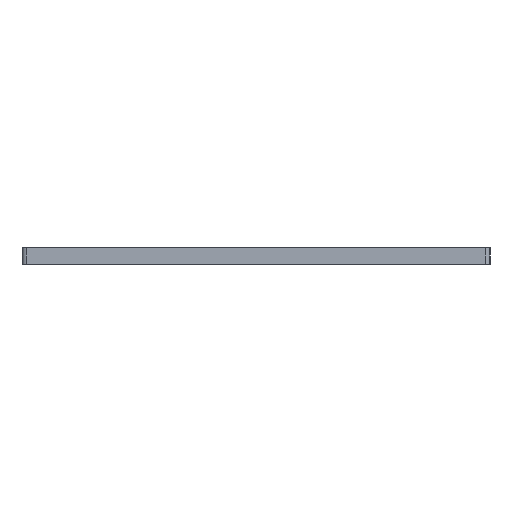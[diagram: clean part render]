
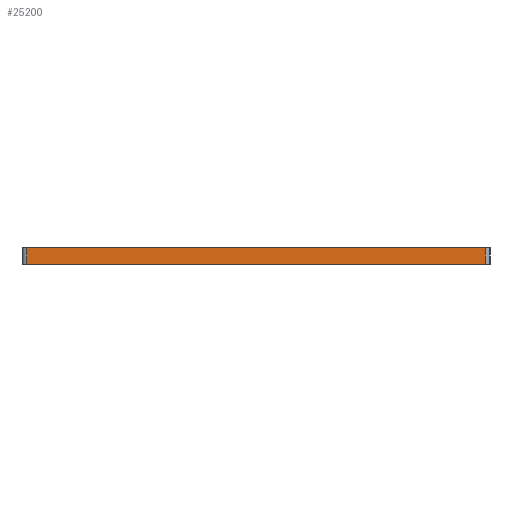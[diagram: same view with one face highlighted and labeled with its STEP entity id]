
A CAD part, left-side view. The second image highlights one B-rep face of the part: STEP entity #25200.
In plain terms, the highlighted planar face has unit normal (-1, 0, 0).
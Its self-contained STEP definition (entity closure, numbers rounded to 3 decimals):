
#44 = PLANE('',#45);
#45 = AXIS2_PLACEMENT_3D('',#46,#47,#48);
#46 = CARTESIAN_POINT('',(168.619,74.376,0.));
#47 = DIRECTION('',(0.,0.,1.));
#48 = DIRECTION('',(1.,0.,0.));
#100 = PLANE('',#101);
#101 = AXIS2_PLACEMENT_3D('',#102,#103,#104);
#102 = CARTESIAN_POINT('',(168.619,74.376,5.));
#103 = DIRECTION('',(0.,0.,1.));
#104 = DIRECTION('',(1.,0.,0.));
#195 = VERTEX_POINT('',#196);
#196 = CARTESIAN_POINT('',(3.47,143.421,0.));
#215 = CYLINDRICAL_SURFACE('',#216,1.5);
#216 = AXIS2_PLACEMENT_3D('',#217,#218,#219);
#217 = CARTESIAN_POINT('',(4.97,143.421,0.));
#218 = DIRECTION('',(0.,0.,1.));
#219 = DIRECTION('',(-1.,0.,0.));
#227 = EDGE_CURVE('',#228,#195,#230,.T.);
#228 = VERTEX_POINT('',#229);
#229 = CARTESIAN_POINT('',(3.47,4.921,0.));
#230 = SURFACE_CURVE('',#231,(#235,#242),.PCURVE_S1.);
#231 = LINE('',#232,#233);
#232 = CARTESIAN_POINT('',(3.47,3.421,0.));
#233 = VECTOR('',#234,1.);
#234 = DIRECTION('',(0.,1.,0.));
#235 = PCURVE('',#44,#236);
#236 = DEFINITIONAL_REPRESENTATION('',(#237),#241);
#237 = LINE('',#238,#239);
#238 = CARTESIAN_POINT('',(-165.149,-70.955));
#239 = VECTOR('',#240,1.);
#240 = DIRECTION('',(0.,1.));
#241 = ( GEOMETRIC_REPRESENTATION_CONTEXT(2) 
PARAMETRIC_REPRESENTATION_CONTEXT() REPRESENTATION_CONTEXT('2D SPACE',''
  ) );
#242 = PCURVE('',#243,#248);
#243 = PLANE('',#244);
#244 = AXIS2_PLACEMENT_3D('',#245,#246,#247);
#245 = CARTESIAN_POINT('',(3.47,3.421,0.));
#246 = DIRECTION('',(-1.,0.,0.));
#247 = DIRECTION('',(0.,1.,0.));
#248 = DEFINITIONAL_REPRESENTATION('',(#249),#253);
#249 = LINE('',#250,#251);
#250 = CARTESIAN_POINT('',(0.,0.));
#251 = VECTOR('',#252,1.);
#252 = DIRECTION('',(1.,0.));
#253 = ( GEOMETRIC_REPRESENTATION_CONTEXT(2) 
PARAMETRIC_REPRESENTATION_CONTEXT() REPRESENTATION_CONTEXT('2D SPACE',''
  ) );
#276 = CYLINDRICAL_SURFACE('',#277,1.5);
#277 = AXIS2_PLACEMENT_3D('',#278,#279,#280);
#278 = CARTESIAN_POINT('',(4.97,4.921,0.));
#279 = DIRECTION('',(0.,0.,1.));
#280 = DIRECTION('',(0.,-1.,0.));
#12499 = VERTEX_POINT('',#12500);
#12500 = CARTESIAN_POINT('',(3.47,143.421,5.));
#12526 = EDGE_CURVE('',#12527,#12499,#12529,.T.);
#12527 = VERTEX_POINT('',#12528);
#12528 = CARTESIAN_POINT('',(3.47,4.921,5.));
#12529 = SURFACE_CURVE('',#12530,(#12534,#12541),.PCURVE_S1.);
#12530 = LINE('',#12531,#12532);
#12531 = CARTESIAN_POINT('',(3.47,3.421,5.));
#12532 = VECTOR('',#12533,1.);
#12533 = DIRECTION('',(0.,1.,0.));
#12534 = PCURVE('',#100,#12535);
#12535 = DEFINITIONAL_REPRESENTATION('',(#12536),#12540);
#12536 = LINE('',#12537,#12538);
#12537 = CARTESIAN_POINT('',(-165.149,-70.955));
#12538 = VECTOR('',#12539,1.);
#12539 = DIRECTION('',(0.,1.));
#12540 = ( GEOMETRIC_REPRESENTATION_CONTEXT(2) 
PARAMETRIC_REPRESENTATION_CONTEXT() REPRESENTATION_CONTEXT('2D SPACE',''
  ) );
#12541 = PCURVE('',#243,#12542);
#12542 = DEFINITIONAL_REPRESENTATION('',(#12543),#12547);
#12543 = LINE('',#12544,#12545);
#12544 = CARTESIAN_POINT('',(0.,-5.));
#12545 = VECTOR('',#12546,1.);
#12546 = DIRECTION('',(1.,0.));
#12547 = ( GEOMETRIC_REPRESENTATION_CONTEXT(2) 
PARAMETRIC_REPRESENTATION_CONTEXT() REPRESENTATION_CONTEXT('2D SPACE',''
  ) );
#25153 = EDGE_CURVE('',#195,#12499,#25154,.T.);
#25154 = SURFACE_CURVE('',#25155,(#25159,#25166),.PCURVE_S1.);
#25155 = LINE('',#25156,#25157);
#25156 = CARTESIAN_POINT('',(3.47,143.421,0.));
#25157 = VECTOR('',#25158,1.);
#25158 = DIRECTION('',(0.,0.,1.));
#25159 = PCURVE('',#215,#25160);
#25160 = DEFINITIONAL_REPRESENTATION('',(#25161),#25165);
#25161 = LINE('',#25162,#25163);
#25162 = CARTESIAN_POINT('',(-0.,0.));
#25163 = VECTOR('',#25164,1.);
#25164 = DIRECTION('',(-0.,1.));
#25165 = ( GEOMETRIC_REPRESENTATION_CONTEXT(2) 
PARAMETRIC_REPRESENTATION_CONTEXT() REPRESENTATION_CONTEXT('2D SPACE',''
  ) );
#25166 = PCURVE('',#243,#25167);
#25167 = DEFINITIONAL_REPRESENTATION('',(#25168),#25172);
#25168 = LINE('',#25169,#25170);
#25169 = CARTESIAN_POINT('',(140.,0.));
#25170 = VECTOR('',#25171,1.);
#25171 = DIRECTION('',(0.,-1.));
#25172 = ( GEOMETRIC_REPRESENTATION_CONTEXT(2) 
PARAMETRIC_REPRESENTATION_CONTEXT() REPRESENTATION_CONTEXT('2D SPACE',''
  ) );
#25200 = ADVANCED_FACE('',(#25201),#243,.T.);
#25201 = FACE_BOUND('',#25202,.T.);
#25202 = EDGE_LOOP('',(#25203,#25204,#25225,#25226));
#25203 = ORIENTED_EDGE('',*,*,#227,.F.);
#25204 = ORIENTED_EDGE('',*,*,#25205,.T.);
#25205 = EDGE_CURVE('',#228,#12527,#25206,.T.);
#25206 = SURFACE_CURVE('',#25207,(#25211,#25218),.PCURVE_S1.);
#25207 = LINE('',#25208,#25209);
#25208 = CARTESIAN_POINT('',(3.47,4.921,0.));
#25209 = VECTOR('',#25210,1.);
#25210 = DIRECTION('',(0.,0.,1.));
#25211 = PCURVE('',#243,#25212);
#25212 = DEFINITIONAL_REPRESENTATION('',(#25213),#25217);
#25213 = LINE('',#25214,#25215);
#25214 = CARTESIAN_POINT('',(1.5,0.));
#25215 = VECTOR('',#25216,1.);
#25216 = DIRECTION('',(0.,-1.));
#25217 = ( GEOMETRIC_REPRESENTATION_CONTEXT(2) 
PARAMETRIC_REPRESENTATION_CONTEXT() REPRESENTATION_CONTEXT('2D SPACE',''
  ) );
#25218 = PCURVE('',#276,#25219);
#25219 = DEFINITIONAL_REPRESENTATION('',(#25220),#25224);
#25220 = LINE('',#25221,#25222);
#25221 = CARTESIAN_POINT('',(-1.571,0.));
#25222 = VECTOR('',#25223,1.);
#25223 = DIRECTION('',(-0.,1.));
#25224 = ( GEOMETRIC_REPRESENTATION_CONTEXT(2) 
PARAMETRIC_REPRESENTATION_CONTEXT() REPRESENTATION_CONTEXT('2D SPACE',''
  ) );
#25225 = ORIENTED_EDGE('',*,*,#12526,.T.);
#25226 = ORIENTED_EDGE('',*,*,#25153,.F.);
